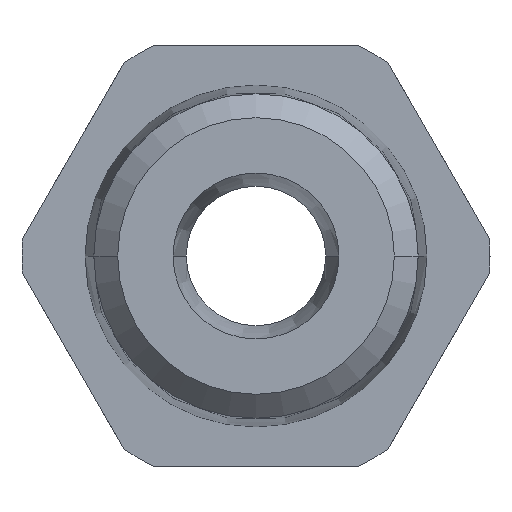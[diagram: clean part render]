
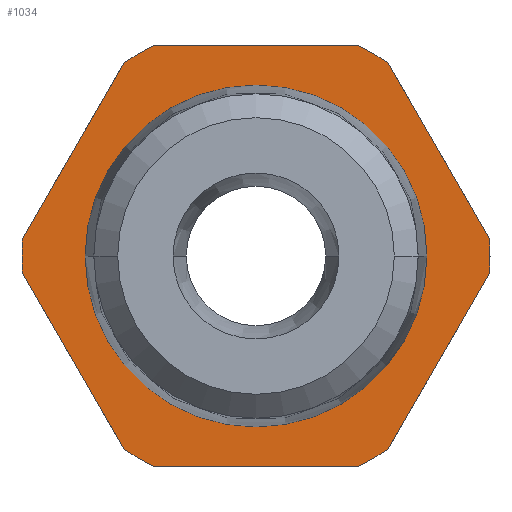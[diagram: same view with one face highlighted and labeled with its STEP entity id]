
A CAD part, front view. The second image highlights one B-rep face of the part: STEP entity #1034.
In plain terms, the highlighted planar face has unit normal (0, -1, 0).
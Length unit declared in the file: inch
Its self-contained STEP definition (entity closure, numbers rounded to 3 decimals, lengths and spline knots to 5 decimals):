
#10 = AXIS2_PLACEMENT_3D ( 'NONE', #1112, #490, #1226 ) ;
#13 = VERTEX_POINT ( 'NONE', #451 ) ;
#20 = CARTESIAN_POINT ( 'NONE',  ( 0.2768, 0.35827, -0.02058 ) ) ;
#34 = DIRECTION ( 'NONE',  ( -1., 0., 0. ) ) ;
#39 = DIRECTION ( 'NONE',  ( 0., 1., 0. ) ) ;
#46 = AXIS2_PLACEMENT_3D ( 'NONE', #92, #853, #209 ) ;
#67 = AXIS2_PLACEMENT_3D ( 'NONE', #1325, #687, #34 ) ;
#70 = DIRECTION ( 'NONE',  ( -1., 0., 0. ) ) ;
#84 = ORIENTED_EDGE ( 'NONE', *, *, #397, .F. ) ;
#92 = CARTESIAN_POINT ( 'NONE',  ( 0., 0.35827, 0. ) ) ;
#114 = CARTESIAN_POINT ( 'NONE',  ( -0.24016, 0.35827, 0. ) ) ;
#115 = VERTEX_POINT ( 'NONE', #20 ) ;
#120 = VERTEX_POINT ( 'NONE', #990 ) ;
#149 = EDGE_CURVE ( 'NONE', #210, #1329, #155, .T. ) ;
#155 = LINE ( 'NONE', #888, #976 ) ;
#158 = CARTESIAN_POINT ( 'NONE',  ( -0.24016, 0.35827, -0.25 ) ) ;
#186 = CIRCLE ( 'NONE', #46, 0.27756 ) ;
#191 = AXIS2_PLACEMENT_3D ( 'NONE', #1258, #622, #1365 ) ;
#196 = EDGE_CURVE ( 'NONE', #889, #835, #1268, .T. ) ;
#209 = DIRECTION ( 'NONE',  ( -1., 0., 0. ) ) ;
#210 = VERTEX_POINT ( 'NONE', #589 ) ;
#242 = CIRCLE ( 'NONE', #903, 0.27756 ) ;
#252 = AXIS2_PLACEMENT_3D ( 'NONE', #114, #347, #1080 ) ;
#316 = CARTESIAN_POINT ( 'NONE',  ( 0.15622, 0.35827, -0.22942 ) ) ;
#318 = ORIENTED_EDGE ( 'NONE', *, *, #887, .F. ) ;
#329 = VECTOR ( 'NONE', #70, 39.37008 ) ;
#346 = LINE ( 'NONE', #907, #539 ) ;
#347 = DIRECTION ( 'NONE',  ( 0., -1., 0. ) ) ;
#355 = CARTESIAN_POINT ( 'NONE',  ( 0.15622, 0.35827, -0.22942 ) ) ;
#377 = DIRECTION ( 'NONE',  ( 0., -1., 0. ) ) ;
#381 = CIRCLE ( 'NONE', #67, 0.27756 ) ;
#397 = EDGE_CURVE ( 'NONE', #1386, #678, #744, .T. ) ;
#398 = CARTESIAN_POINT ( 'NONE',  ( 0., 0.35827, 0. ) ) ;
#406 = DIRECTION ( 'NONE',  ( 0., 1., 0. ) ) ;
#414 = CARTESIAN_POINT ( 'NONE',  ( -0.24016, 0.35827, 0.25 ) ) ;
#433 = CARTESIAN_POINT ( 'NONE',  ( 0., 0.35827, 0. ) ) ;
#434 = FACE_OUTER_BOUND ( 'NONE', #836, .T. ) ;
#451 = CARTESIAN_POINT ( 'NONE',  ( 0.12058, 0.35827, -0.25 ) ) ;
#468 = EDGE_CURVE ( 'NONE', #120, #1354, #346, .T. ) ;
#475 = CARTESIAN_POINT ( 'NONE',  ( 0.15622, 0.35827, 0.22942 ) ) ;
#476 = DIRECTION ( 'NONE',  ( 0.5, 0., -0.866 ) ) ;
#483 = EDGE_CURVE ( 'NONE', #889, #115, #242, .T. ) ;
#490 = DIRECTION ( 'NONE',  ( 0., -1., 0. ) ) ;
#500 = CARTESIAN_POINT ( 'NONE',  ( 0.12058, 0.35827, 0.25 ) ) ;
#505 = VECTOR ( 'NONE', #807, 39.37008 ) ;
#509 = DIRECTION ( 'NONE',  ( -1., 0., 0. ) ) ;
#513 = ORIENTED_EDGE ( 'NONE', *, *, #1187, .T. ) ;
#534 = EDGE_CURVE ( 'NONE', #210, #1146, #715, .T. ) ;
#538 = LINE ( 'NONE', #158, #505 ) ;
#539 = VECTOR ( 'NONE', #1237, 39.37008 ) ;
#546 = DIRECTION ( 'NONE',  ( -1., 0., 0. ) ) ;
#555 = EDGE_CURVE ( 'NONE', #948, #835, #1138, .T. ) ;
#565 = AXIS2_PLACEMENT_3D ( 'NONE', #1035, #406, #1137 ) ;
#589 = CARTESIAN_POINT ( 'NONE',  ( -0.2768, 0.35827, -0.02058 ) ) ;
#592 = CIRCLE ( 'NONE', #1174, 0.27756 ) ;
#615 = CARTESIAN_POINT ( 'NONE',  ( -0.12058, 0.35827, 0.25 ) ) ;
#622 = DIRECTION ( 'NONE',  ( 0., 1., 0. ) ) ;
#659 = EDGE_CURVE ( 'NONE', #120, #1166, #1040, .T. ) ;
#665 = ORIENTED_EDGE ( 'NONE', *, *, #149, .T. ) ;
#666 = CARTESIAN_POINT ( 'NONE',  ( -0.12058, 0.35827, -0.25 ) ) ;
#678 = VERTEX_POINT ( 'NONE', #1278 ) ;
#681 = ORIENTED_EDGE ( 'NONE', *, *, #1292, .T. ) ;
#683 = VECTOR ( 'NONE', #896, 39.37008 ) ;
#687 = DIRECTION ( 'NONE',  ( 0., 1., 0. ) ) ;
#688 = CARTESIAN_POINT ( 'NONE',  ( 0.2768, 0.35827, 0.02058 ) ) ;
#693 = CARTESIAN_POINT ( 'NONE',  ( 0., 0.35827, 0. ) ) ;
#715 = CIRCLE ( 'NONE', #565, 0.27756 ) ;
#720 = VERTEX_POINT ( 'NONE', #666 ) ;
#723 = VERTEX_POINT ( 'NONE', #355 ) ;
#733 = ORIENTED_EDGE ( 'NONE', *, *, #938, .T. ) ;
#744 = CIRCLE ( 'NONE', #10, 0.20276 ) ;
#749 = CARTESIAN_POINT ( 'NONE',  ( -0.2768, 0.35827, 0.02058 ) ) ;
#794 = CARTESIAN_POINT ( 'NONE',  ( 0.2768, 0.35827, 0.02058 ) ) ;
#802 = DIRECTION ( 'NONE',  ( -1., 0., 0. ) ) ;
#807 = DIRECTION ( 'NONE',  ( 1., 0., 0. ) ) ;
#825 = CARTESIAN_POINT ( 'NONE',  ( -0.27756, 0.35827, 0. ) ) ;
#835 = VERTEX_POINT ( 'NONE', #475 ) ;
#836 = EDGE_LOOP ( 'NONE', ( #665, #1074, #733, #1353, #681, #1176, #991, #992, #513, #954, #839, #1195, #1124 ) ) ;
#839 = ORIENTED_EDGE ( 'NONE', *, *, #468, .T. ) ;
#853 = DIRECTION ( 'NONE',  ( 0., 1., 0. ) ) ;
#864 = EDGE_CURVE ( 'NONE', #723, #13, #381, .T. ) ;
#887 = EDGE_CURVE ( 'NONE', #678, #1386, #1117, .T. ) ;
#888 = CARTESIAN_POINT ( 'NONE',  ( -0.2768, 0.35827, -0.02058 ) ) ;
#889 = VERTEX_POINT ( 'NONE', #794 ) ;
#894 = EDGE_CURVE ( 'NONE', #720, #1329, #592, .T. ) ;
#896 = DIRECTION ( 'NONE',  ( -0.5, 0., 0.866 ) ) ;
#903 = AXIS2_PLACEMENT_3D ( 'NONE', #398, #1129, #509 ) ;
#907 = CARTESIAN_POINT ( 'NONE',  ( -0.15622, 0.35827, 0.22942 ) ) ;
#938 = EDGE_CURVE ( 'NONE', #720, #13, #538, .T. ) ;
#948 = VERTEX_POINT ( 'NONE', #500 ) ;
#953 = CARTESIAN_POINT ( 'NONE',  ( -0.20276, 0.35827, 0. ) ) ;
#954 = ORIENTED_EDGE ( 'NONE', *, *, #659, .F. ) ;
#976 = VECTOR ( 'NONE', #476, 39.37008 ) ;
#990 = CARTESIAN_POINT ( 'NONE',  ( -0.15622, 0.35827, 0.22942 ) ) ;
#991 = ORIENTED_EDGE ( 'NONE', *, *, #196, .T. ) ;
#992 = ORIENTED_EDGE ( 'NONE', *, *, #555, .F. ) ;
#1002 = AXIS2_PLACEMENT_3D ( 'NONE', #433, #1168, #546 ) ;
#1004 = CARTESIAN_POINT ( 'NONE',  ( 0., 0.35827, 0. ) ) ;
#1034 = ADVANCED_FACE ( 'NONE', ( #1276, #434 ), #1297, .T. ) ;
#1035 = CARTESIAN_POINT ( 'NONE',  ( 0., 0.35827, 0. ) ) ;
#1039 = VECTOR ( 'NONE', #1054, 39.37008 ) ;
#1040 = CIRCLE ( 'NONE', #1002, 0.27756 ) ;
#1054 = DIRECTION ( 'NONE',  ( 0.5, 0., 0.866 ) ) ;
#1066 = LINE ( 'NONE', #316, #1039 ) ;
#1074 = ORIENTED_EDGE ( 'NONE', *, *, #894, .F. ) ;
#1080 = DIRECTION ( 'NONE',  ( 0., 0., -1. ) ) ;
#1110 = DIRECTION ( 'NONE',  ( -1., 0., 0. ) ) ;
#1112 = CARTESIAN_POINT ( 'NONE',  ( 0., 0.35827, 0. ) ) ;
#1117 = CIRCLE ( 'NONE', #1395, 0.20276 ) ;
#1124 = ORIENTED_EDGE ( 'NONE', *, *, #534, .F. ) ;
#1129 = DIRECTION ( 'NONE',  ( 0., 1., 0. ) ) ;
#1137 = DIRECTION ( 'NONE',  ( -1., 0., 0. ) ) ;
#1138 = CIRCLE ( 'NONE', #191, 0.27756 ) ;
#1146 = VERTEX_POINT ( 'NONE', #825 ) ;
#1166 = VERTEX_POINT ( 'NONE', #615 ) ;
#1168 = DIRECTION ( 'NONE',  ( 0., 1., 0. ) ) ;
#1172 = LINE ( 'NONE', #414, #329 ) ;
#1174 = AXIS2_PLACEMENT_3D ( 'NONE', #693, #39, #802 ) ;
#1176 = ORIENTED_EDGE ( 'NONE', *, *, #483, .F. ) ;
#1187 = EDGE_CURVE ( 'NONE', #948, #1166, #1172, .T. ) ;
#1195 = ORIENTED_EDGE ( 'NONE', *, *, #1328, .F. ) ;
#1226 = DIRECTION ( 'NONE',  ( -1., 0., 0. ) ) ;
#1235 = EDGE_LOOP ( 'NONE', ( #84, #318 ) ) ;
#1237 = DIRECTION ( 'NONE',  ( -0.5, 0., -0.866 ) ) ;
#1258 = CARTESIAN_POINT ( 'NONE',  ( 0., 0.35827, 0. ) ) ;
#1268 = LINE ( 'NONE', #688, #683 ) ;
#1276 = FACE_BOUND ( 'NONE', #1235, .T. ) ;
#1278 = CARTESIAN_POINT ( 'NONE',  ( 0.20276, 0.35827, 0. ) ) ;
#1292 = EDGE_CURVE ( 'NONE', #723, #115, #1066, .T. ) ;
#1297 = PLANE ( 'NONE',  #252 ) ;
#1325 = CARTESIAN_POINT ( 'NONE',  ( 0., 0.35827, 0. ) ) ;
#1328 = EDGE_CURVE ( 'NONE', #1146, #1354, #186, .T. ) ;
#1329 = VERTEX_POINT ( 'NONE', #1385 ) ;
#1353 = ORIENTED_EDGE ( 'NONE', *, *, #864, .F. ) ;
#1354 = VERTEX_POINT ( 'NONE', #749 ) ;
#1365 = DIRECTION ( 'NONE',  ( -1., 0., 0. ) ) ;
#1385 = CARTESIAN_POINT ( 'NONE',  ( -0.15622, 0.35827, -0.22942 ) ) ;
#1386 = VERTEX_POINT ( 'NONE', #953 ) ;
#1395 = AXIS2_PLACEMENT_3D ( 'NONE', #1004, #377, #1110 ) ;
